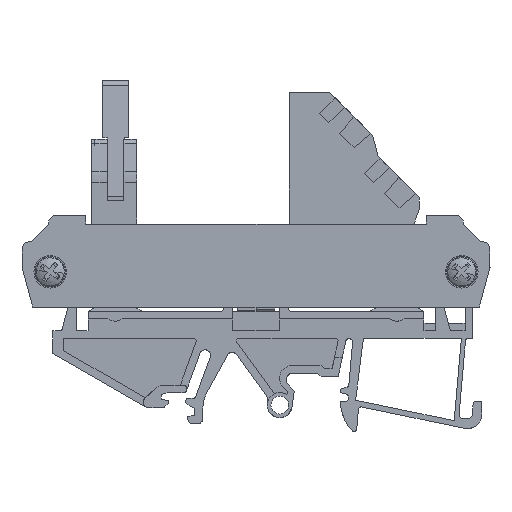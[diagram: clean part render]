
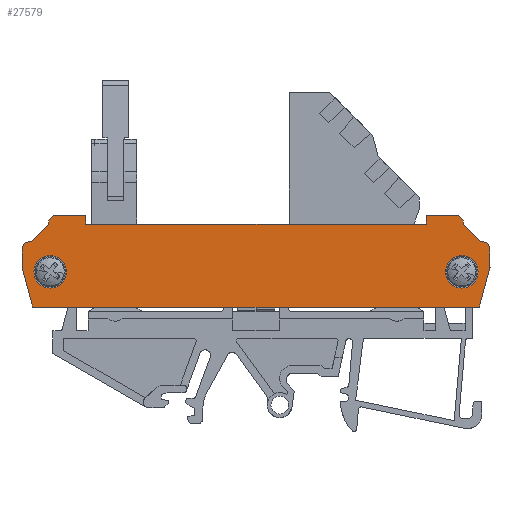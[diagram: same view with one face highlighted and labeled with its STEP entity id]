
A CAD part, left-side view. The second image highlights one B-rep face of the part: STEP entity #27579.
In plain terms, the highlighted planar face has unit normal (-1, 0, 0).
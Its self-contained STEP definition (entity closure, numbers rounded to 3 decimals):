
#273=AXIS2_PLACEMENT_3D('Circle Axis2P3D',#271,#272,$) ;
#314=AXIS2_PLACEMENT_3D('Circle Axis2P3D',#312,#313,$) ;
#27159=AXIS2_PLACEMENT_3D('Circle Axis2P3D',#27157,#27158,$) ;
#27177=AXIS2_PLACEMENT_3D('Circle Axis2P3D',#27175,#27176,$) ;
#27295=AXIS2_PLACEMENT_3D('Circle Axis2P3D',#27293,#27294,$) ;
#27338=AXIS2_PLACEMENT_3D('Circle Axis2P3D',#27336,#27337,$) ;
#27492=AXIS2_PLACEMENT_3D('Circle Axis2P3D',#27490,#27491,$) ;
#27535=AXIS2_PLACEMENT_3D('Circle Axis2P3D',#27533,#27534,$) ;
#27549=AXIS2_PLACEMENT_3D('Plane Axis2P3D',#27546,#27547,#27548) ;
#268=CARTESIAN_POINT('Vertex',(0.,8.2,29.452)) ;
#271=CARTESIAN_POINT('Axis2P3D Location',(0.,5.2,29.452)) ;
#275=CARTESIAN_POINT('Vertex',(0.,2.2,29.452)) ;
#309=CARTESIAN_POINT('Vertex',(0.,84.2,29.452)) ;
#312=CARTESIAN_POINT('Axis2P3D Location',(0.,81.2,29.452)) ;
#316=CARTESIAN_POINT('Vertex',(0.,78.2,29.452)) ;
#8766=CARTESIAN_POINT('Vertex',(0.,1.965,22.952)) ;
#8769=CARTESIAN_POINT('Line Origine',(0.,43.2,22.952)) ;
#8773=CARTESIAN_POINT('Vertex',(0.,84.435,22.952)) ;
#26791=CARTESIAN_POINT('Vertex',(0.,81.53,38.352)) ;
#26805=CARTESIAN_POINT('Vertex',(0.,81.53,38.122)) ;
#26808=CARTESIAN_POINT('Line Origine',(0.,81.53,38.237)) ;
#27039=CARTESIAN_POINT('Vertex',(0.,4.87,38.122)) ;
#27055=CARTESIAN_POINT('Vertex',(0.,4.87,38.352)) ;
#27058=CARTESIAN_POINT('Line Origine',(0.,4.87,38.237)) ;
#27157=CARTESIAN_POINT('Axis2P3D Location',(0.,81.2,29.452)) ;
#27175=CARTESIAN_POINT('Axis2P3D Location',(0.,5.2,29.452)) ;
#27197=CARTESIAN_POINT('Vertex',(0.,0.,30.284)) ;
#27204=CARTESIAN_POINT('Vertex',(0.,0.,33.492)) ;
#27207=CARTESIAN_POINT('Line Origine',(0.,0.,31.888)) ;
#27225=CARTESIAN_POINT('Line Origine',(0.,0.982,26.618)) ;
#27247=CARTESIAN_POINT('Vertex',(0.,86.4,30.284)) ;
#27250=CARTESIAN_POINT('Line Origine',(0.,85.418,26.618)) ;
#27272=CARTESIAN_POINT('Vertex',(0.,86.4,33.492)) ;
#27275=CARTESIAN_POINT('Line Origine',(0.,86.4,31.888)) ;
#27293=CARTESIAN_POINT('Axis2P3D Location',(0.,84.9,33.492)) ;
#27297=CARTESIAN_POINT('Vertex',(0.,84.677,34.975)) ;
#27318=CARTESIAN_POINT('Line Origine',(0.,83.103,36.549)) ;
#27336=CARTESIAN_POINT('Axis2P3D Location',(0.,80.03,38.352)) ;
#27340=CARTESIAN_POINT('Vertex',(0.,80.03,39.852)) ;
#27361=CARTESIAN_POINT('Line Origine',(0.,77.315,39.852)) ;
#27365=CARTESIAN_POINT('Vertex',(0.,74.6,39.852)) ;
#27388=CARTESIAN_POINT('Line Origine',(0.,74.6,39.052)) ;
#27392=CARTESIAN_POINT('Vertex',(0.,74.6,38.252)) ;
#27413=CARTESIAN_POINT('Line Origine',(0.,43.2,38.252)) ;
#27417=CARTESIAN_POINT('Vertex',(0.,11.8,38.252)) ;
#27438=CARTESIAN_POINT('Line Origine',(0.,11.8,39.052)) ;
#27442=CARTESIAN_POINT('Vertex',(0.,11.8,39.852)) ;
#27463=CARTESIAN_POINT('Line Origine',(0.,9.085,39.852)) ;
#27467=CARTESIAN_POINT('Vertex',(0.,6.37,39.852)) ;
#27490=CARTESIAN_POINT('Axis2P3D Location',(0.,6.37,38.352)) ;
#27512=CARTESIAN_POINT('Vertex',(0.,1.723,34.975)) ;
#27515=CARTESIAN_POINT('Line Origine',(0.,3.297,36.549)) ;
#27533=CARTESIAN_POINT('Axis2P3D Location',(0.,1.5,33.492)) ;
#27546=CARTESIAN_POINT('Axis2P3D Location',(0.,1.5,33.492)) ;
#272=DIRECTION('Axis2P3D Direction',(-1.,0.,0.)) ;
#313=DIRECTION('Axis2P3D Direction',(-1.,0.,0.)) ;
#8770=DIRECTION('Vector Direction',(0.,1.,0.)) ;
#26809=DIRECTION('Vector Direction',(0.,0.,-1.)) ;
#27059=DIRECTION('Vector Direction',(0.,0.,1.)) ;
#27158=DIRECTION('Axis2P3D Direction',(-1.,0.,0.)) ;
#27176=DIRECTION('Axis2P3D Direction',(-1.,0.,0.)) ;
#27208=DIRECTION('Vector Direction',(0.,0.,-1.)) ;
#27226=DIRECTION('Vector Direction',(0.,0.259,-0.966)) ;
#27251=DIRECTION('Vector Direction',(0.,0.259,0.966)) ;
#27276=DIRECTION('Vector Direction',(0.,0.,1.)) ;
#27294=DIRECTION('Axis2P3D Direction',(1.,0.,0.)) ;
#27319=DIRECTION('Vector Direction',(0.,-0.707,0.707)) ;
#27337=DIRECTION('Axis2P3D Direction',(1.,0.,0.)) ;
#27362=DIRECTION('Vector Direction',(0.,-1.,0.)) ;
#27389=DIRECTION('Vector Direction',(0.,0.,-1.)) ;
#27414=DIRECTION('Vector Direction',(0.,-1.,0.)) ;
#27439=DIRECTION('Vector Direction',(0.,0.,1.)) ;
#27464=DIRECTION('Vector Direction',(0.,-1.,0.)) ;
#27491=DIRECTION('Axis2P3D Direction',(1.,0.,0.)) ;
#27516=DIRECTION('Vector Direction',(0.,-0.707,-0.707)) ;
#27534=DIRECTION('Axis2P3D Direction',(1.,0.,0.)) ;
#27547=DIRECTION('Axis2P3D Direction',(1.,0.,0.)) ;
#27548=DIRECTION('Axis2P3D XDirection',(0.,1.,0.)) ;
#8771=VECTOR('Line Direction',#8770,1.) ;
#26810=VECTOR('Line Direction',#26809,1.) ;
#27060=VECTOR('Line Direction',#27059,1.) ;
#27209=VECTOR('Line Direction',#27208,1.) ;
#27227=VECTOR('Line Direction',#27226,1.) ;
#27252=VECTOR('Line Direction',#27251,1.) ;
#27277=VECTOR('Line Direction',#27276,1.) ;
#27320=VECTOR('Line Direction',#27319,1.) ;
#27363=VECTOR('Line Direction',#27362,1.) ;
#27390=VECTOR('Line Direction',#27389,1.) ;
#27415=VECTOR('Line Direction',#27414,1.) ;
#27440=VECTOR('Line Direction',#27439,1.) ;
#27465=VECTOR('Line Direction',#27464,1.) ;
#27517=VECTOR('Line Direction',#27516,1.) ;
#27552=ORIENTED_EDGE('',*,*,#27519,.F.) ;
#27553=ORIENTED_EDGE('',*,*,#27062,.T.) ;
#27554=ORIENTED_EDGE('',*,*,#27494,.F.) ;
#27555=ORIENTED_EDGE('',*,*,#27469,.F.) ;
#27556=ORIENTED_EDGE('',*,*,#27444,.F.) ;
#27557=ORIENTED_EDGE('',*,*,#27419,.F.) ;
#27558=ORIENTED_EDGE('',*,*,#27394,.F.) ;
#27559=ORIENTED_EDGE('',*,*,#27367,.F.) ;
#27560=ORIENTED_EDGE('',*,*,#27342,.F.) ;
#27561=ORIENTED_EDGE('',*,*,#26812,.T.) ;
#27562=ORIENTED_EDGE('',*,*,#27322,.F.) ;
#27563=ORIENTED_EDGE('',*,*,#27299,.F.) ;
#27564=ORIENTED_EDGE('',*,*,#27279,.F.) ;
#27565=ORIENTED_EDGE('',*,*,#27254,.F.) ;
#27566=ORIENTED_EDGE('',*,*,#8775,.F.) ;
#27567=ORIENTED_EDGE('',*,*,#27229,.F.) ;
#27568=ORIENTED_EDGE('',*,*,#27211,.F.) ;
#27569=ORIENTED_EDGE('',*,*,#27537,.F.) ;
#27572=ORIENTED_EDGE('',*,*,#27179,.F.) ;
#27573=ORIENTED_EDGE('',*,*,#277,.F.) ;
#27576=ORIENTED_EDGE('',*,*,#27161,.F.) ;
#27577=ORIENTED_EDGE('',*,*,#318,.F.) ;
#27574=FACE_BOUND('',#27571,.T.) ;
#27578=FACE_BOUND('',#27575,.T.) ;
#27579=ADVANCED_FACE('NONE',(#27570,#27574,#27578),#27550,.F.) ;
#274=CIRCLE('generated circle',#273,3.) ;
#315=CIRCLE('generated circle',#314,3.) ;
#27160=CIRCLE('generated circle',#27159,3.) ;
#27178=CIRCLE('generated circle',#27177,3.) ;
#27296=CIRCLE('generated circle',#27295,1.5) ;
#27339=CIRCLE('generated circle',#27338,1.5) ;
#27493=CIRCLE('generated circle',#27492,1.5) ;
#27536=CIRCLE('generated circle',#27535,1.5) ;
#277=EDGE_CURVE('',#269,#276,#274,.T.) ;
#318=EDGE_CURVE('',#310,#317,#315,.T.) ;
#8775=EDGE_CURVE('',#8767,#8774,#8772,.T.) ;
#26812=EDGE_CURVE('',#26792,#26806,#26811,.T.) ;
#27062=EDGE_CURVE('',#27040,#27056,#27061,.T.) ;
#27161=EDGE_CURVE('',#317,#310,#27160,.T.) ;
#27179=EDGE_CURVE('',#276,#269,#27178,.T.) ;
#27211=EDGE_CURVE('',#27205,#27198,#27210,.T.) ;
#27229=EDGE_CURVE('',#27198,#8767,#27228,.T.) ;
#27254=EDGE_CURVE('',#8774,#27248,#27253,.T.) ;
#27279=EDGE_CURVE('',#27248,#27273,#27278,.T.) ;
#27299=EDGE_CURVE('',#27273,#27298,#27296,.T.) ;
#27322=EDGE_CURVE('',#27298,#26806,#27321,.T.) ;
#27342=EDGE_CURVE('',#26792,#27341,#27339,.T.) ;
#27367=EDGE_CURVE('',#27341,#27366,#27364,.T.) ;
#27394=EDGE_CURVE('',#27366,#27393,#27391,.T.) ;
#27419=EDGE_CURVE('',#27393,#27418,#27416,.T.) ;
#27444=EDGE_CURVE('',#27418,#27443,#27441,.T.) ;
#27469=EDGE_CURVE('',#27443,#27468,#27466,.T.) ;
#27494=EDGE_CURVE('',#27468,#27056,#27493,.T.) ;
#27519=EDGE_CURVE('',#27040,#27513,#27518,.T.) ;
#27537=EDGE_CURVE('',#27513,#27205,#27536,.T.) ;
#27551=EDGE_LOOP('',(#27552,#27553,#27554,#27555,#27556,#27557,#27558,#27559,#27560,#27561,#27562,#27563,#27564,#27565,#27566,#27567,#27568,#27569)) ;
#27571=EDGE_LOOP('',(#27572,#27573)) ;
#27575=EDGE_LOOP('',(#27576,#27577)) ;
#27570=FACE_OUTER_BOUND('',#27551,.T.) ;
#8772=LINE('Line',#8769,#8771) ;
#26811=LINE('Line',#26808,#26810) ;
#27061=LINE('Line',#27058,#27060) ;
#27210=LINE('Line',#27207,#27209) ;
#27228=LINE('Line',#27225,#27227) ;
#27253=LINE('Line',#27250,#27252) ;
#27278=LINE('Line',#27275,#27277) ;
#27321=LINE('Line',#27318,#27320) ;
#27364=LINE('Line',#27361,#27363) ;
#27391=LINE('Line',#27388,#27390) ;
#27416=LINE('Line',#27413,#27415) ;
#27441=LINE('Line',#27438,#27440) ;
#27466=LINE('Line',#27463,#27465) ;
#27518=LINE('Line',#27515,#27517) ;
#27550=PLANE('',#27549) ;
#269=VERTEX_POINT('',#268) ;
#276=VERTEX_POINT('',#275) ;
#310=VERTEX_POINT('',#309) ;
#317=VERTEX_POINT('',#316) ;
#8767=VERTEX_POINT('',#8766) ;
#8774=VERTEX_POINT('',#8773) ;
#26792=VERTEX_POINT('',#26791) ;
#26806=VERTEX_POINT('',#26805) ;
#27040=VERTEX_POINT('',#27039) ;
#27056=VERTEX_POINT('',#27055) ;
#27198=VERTEX_POINT('',#27197) ;
#27205=VERTEX_POINT('',#27204) ;
#27248=VERTEX_POINT('',#27247) ;
#27273=VERTEX_POINT('',#27272) ;
#27298=VERTEX_POINT('',#27297) ;
#27341=VERTEX_POINT('',#27340) ;
#27366=VERTEX_POINT('',#27365) ;
#27393=VERTEX_POINT('',#27392) ;
#27418=VERTEX_POINT('',#27417) ;
#27443=VERTEX_POINT('',#27442) ;
#27468=VERTEX_POINT('',#27467) ;
#27513=VERTEX_POINT('',#27512) ;
